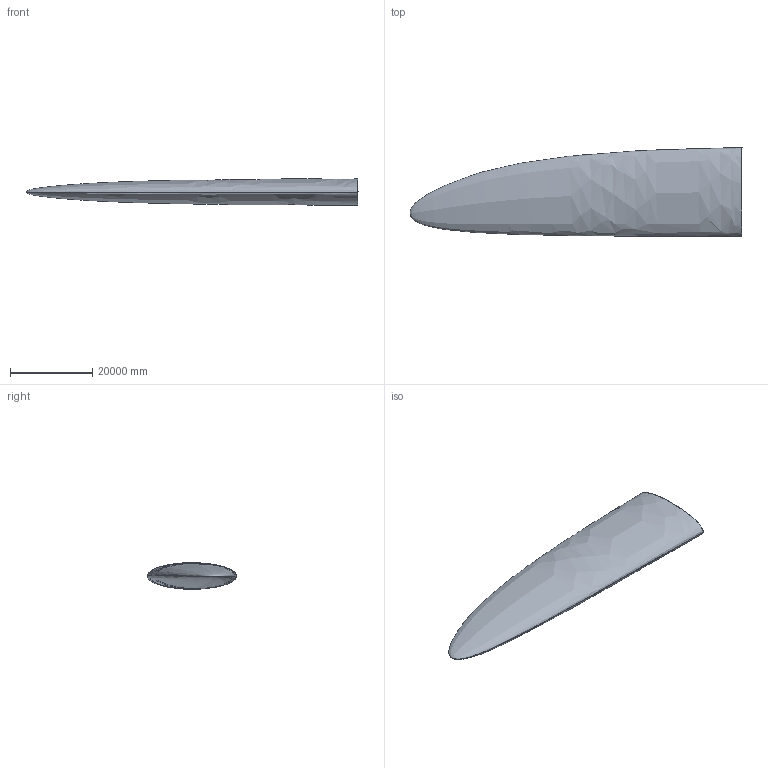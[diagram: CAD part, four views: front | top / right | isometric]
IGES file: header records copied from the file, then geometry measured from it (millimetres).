
Global section: file name: 11Hwing.igs; native system: Rhinoceros ( Jul 16 2013 ); preprocessor: Trout Lake IGES 012 Jul 16 2013; date: 141112.221146; units: metre
Bounding box: 80752.49 x 21641.75 x 6483.39 mm (x, y, z)
Surface area: 3237640604 mm2 (no closed solid volume)
Topology: 0 solids, 0 shells, 3 faces, 12 edges, 10 vertices
Faces by surface type: bspline 3
